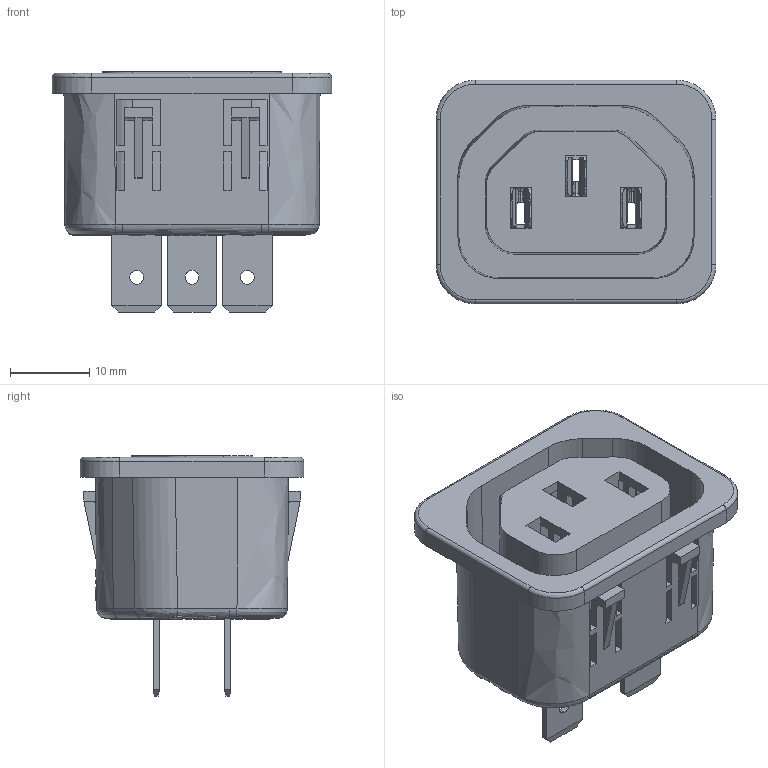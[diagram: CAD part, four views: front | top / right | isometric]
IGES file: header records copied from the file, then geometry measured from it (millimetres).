
Start section: Elysium IGES Interface
Global section: file name: 156H83030620_R6_Sheet-F_Snap-In_1.5mm_QD_Assy_8-21-12_IGS.igs; native system: SolidDesigner 14.50  18-Oct-2006; preprocessor: OneSpace IGES_3D V2.2; author: Unknown; organization: Unknown; date: 20130213.124049; units: millimetre
Bounding box: 35.4 x 28.3 x 30.38 mm (x, y, z)
Volume: 6759.1 mm3; surface area: 11864.7 mm2
Topology: 5 solids, 5 shells, 2154 faces, 6126 edges, 4055 vertices
Faces by surface type: bspline 2154
